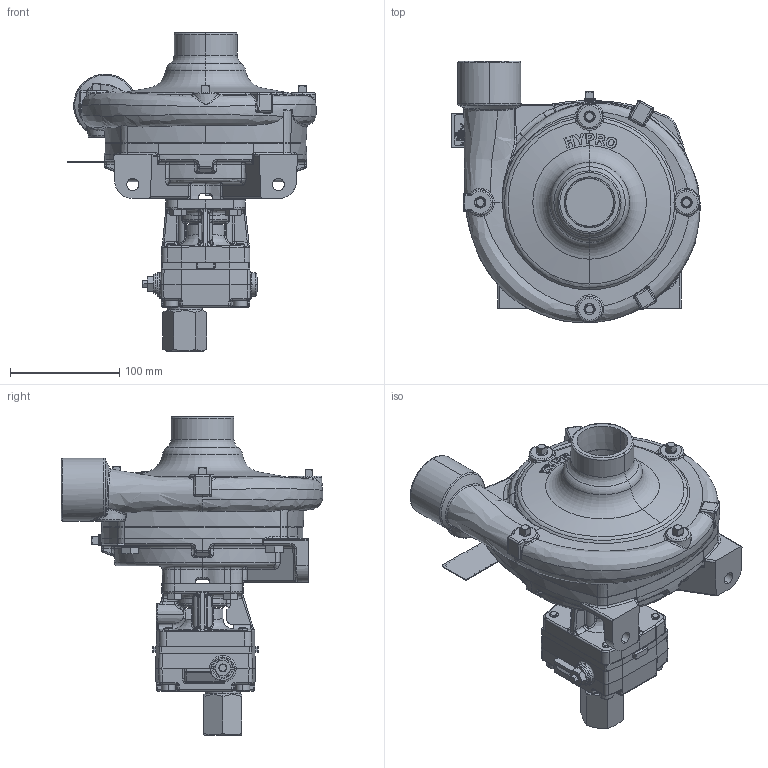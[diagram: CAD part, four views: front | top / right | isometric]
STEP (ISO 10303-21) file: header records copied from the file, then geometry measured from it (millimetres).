
FILE_DESCRIPTION (( 'STEP AP203' ), '1' );
FILE_NAME ('9313C-M04.STEP', '2016-10-28T15:13:48', ( '' ), ( '' ), 'SwSTEP 2.0', 'SolidWorks 2015', '' );
FILE_SCHEMA (( 'CONFIG_CONTROL_DESIGN' ));
Length unit declared in the file: inch
Products named in the file (1): 9313C-M04
Bounding box: 228.15 x 239.92 x 292.09 mm (x, y, z)
Surface area: 249311.2 mm2 (no closed solid volume)
Topology: 0 solids, 74 shells, 1735 faces, 6294 edges, 4503 vertices
Faces by surface type: bspline 525, plane 513, cylinder 334, cone 216, torus 85, sphere 62
Entity records: 108591 total; most frequent: CARTESIAN_POINT 61990, ORIENTED_EDGE 9898, DIRECTION 7752, EDGE_CURVE 6261, VERTEX_POINT 4503, AXIS2_PLACEMENT_3D 2632, VECTOR 2488, LINE 2488
